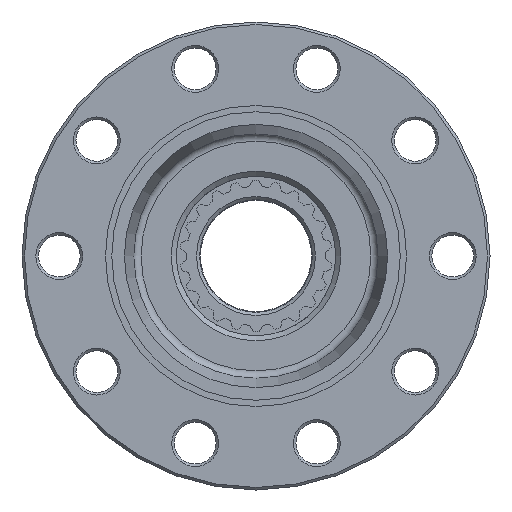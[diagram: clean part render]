
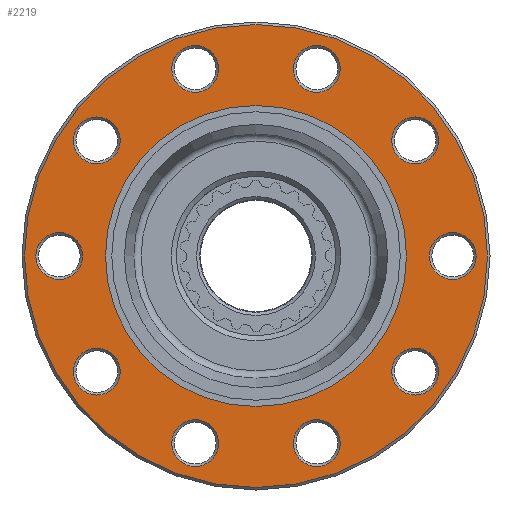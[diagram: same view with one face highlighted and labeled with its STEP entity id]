
A CAD part, front view. The second image highlights one B-rep face of the part: STEP entity #2219.
In plain terms, the highlighted face is planar.
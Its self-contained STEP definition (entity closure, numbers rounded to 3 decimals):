
#245=PLANE('',#2964);
#450=EDGE_LOOP('',(#1012));
#451=EDGE_LOOP('',(#1013));
#452=EDGE_LOOP('',(#1014));
#453=EDGE_LOOP('',(#1015));
#454=EDGE_LOOP('',(#1016));
#455=EDGE_LOOP('',(#1017));
#456=EDGE_LOOP('',(#1018));
#457=EDGE_LOOP('',(#1019));
#458=EDGE_LOOP('',(#1020));
#459=EDGE_LOOP('',(#1021));
#460=EDGE_LOOP('',(#1022));
#461=EDGE_LOOP('',(#1023));
#1012=ORIENTED_EDGE('',*,*,#1724,.T.);
#1013=ORIENTED_EDGE('',*,*,#1725,.T.);
#1014=ORIENTED_EDGE('',*,*,#1726,.T.);
#1015=ORIENTED_EDGE('',*,*,#1727,.T.);
#1016=ORIENTED_EDGE('',*,*,#1728,.T.);
#1017=ORIENTED_EDGE('',*,*,#1729,.T.);
#1018=ORIENTED_EDGE('',*,*,#1730,.T.);
#1019=ORIENTED_EDGE('',*,*,#1731,.T.);
#1020=ORIENTED_EDGE('',*,*,#1732,.T.);
#1021=ORIENTED_EDGE('',*,*,#1733,.T.);
#1022=ORIENTED_EDGE('',*,*,#1734,.T.);
#1023=ORIENTED_EDGE('',*,*,#1722,.T.);
#1722=EDGE_CURVE('',#2674,#2674,#2035,.T.);
#1724=EDGE_CURVE('',#2676,#2676,#2037,.T.);
#1725=EDGE_CURVE('',#2677,#2677,#2038,.T.);
#1726=EDGE_CURVE('',#2678,#2678,#2039,.T.);
#1727=EDGE_CURVE('',#2679,#2679,#2040,.T.);
#1728=EDGE_CURVE('',#2680,#2680,#2041,.T.);
#1729=EDGE_CURVE('',#2681,#2681,#2042,.T.);
#1730=EDGE_CURVE('',#2682,#2682,#2043,.T.);
#1731=EDGE_CURVE('',#2683,#2683,#2044,.T.);
#1732=EDGE_CURVE('',#2684,#2684,#2045,.T.);
#1733=EDGE_CURVE('',#2685,#2685,#2046,.T.);
#1734=EDGE_CURVE('',#2686,#2686,#2047,.T.);
#2035=CIRCLE('',#2950,59.5);
#2037=CIRCLE('',#2953,91.5);
#2038=CIRCLE('',#2954,9.25);
#2039=CIRCLE('',#2955,9.25);
#2040=CIRCLE('',#2956,9.25);
#2041=CIRCLE('',#2957,9.25);
#2042=CIRCLE('',#2958,9.25);
#2043=CIRCLE('',#2959,9.25);
#2044=CIRCLE('',#2960,9.25);
#2045=CIRCLE('',#2961,9.25);
#2046=CIRCLE('',#2962,9.25);
#2047=CIRCLE('',#2963,9.25);
#2219=ADVANCED_FACE('',(#2398,#2399,#2400,#2401,#2402,#2403,#2404,#2405,
#2406,#2407,#2408,#2409),#245,.F.);
#2398=FACE_BOUND('',#450,.T.);
#2399=FACE_BOUND('',#451,.T.);
#2400=FACE_BOUND('',#452,.T.);
#2401=FACE_BOUND('',#453,.T.);
#2402=FACE_BOUND('',#454,.T.);
#2403=FACE_BOUND('',#455,.T.);
#2404=FACE_BOUND('',#456,.T.);
#2405=FACE_BOUND('',#457,.T.);
#2406=FACE_BOUND('',#458,.T.);
#2407=FACE_BOUND('',#459,.T.);
#2408=FACE_BOUND('',#460,.T.);
#2409=FACE_BOUND('',#461,.T.);
#2674=VERTEX_POINT('',#4172);
#2676=VERTEX_POINT('',#4177);
#2677=VERTEX_POINT('',#4179);
#2678=VERTEX_POINT('',#4181);
#2679=VERTEX_POINT('',#4183);
#2680=VERTEX_POINT('',#4185);
#2681=VERTEX_POINT('',#4187);
#2682=VERTEX_POINT('',#4189);
#2683=VERTEX_POINT('',#4191);
#2684=VERTEX_POINT('',#4193);
#2685=VERTEX_POINT('',#4195);
#2686=VERTEX_POINT('',#4197);
#2950=AXIS2_PLACEMENT_3D('',#4171,#3402,#3403);
#2953=AXIS2_PLACEMENT_3D('',#4176,#3408,#3409);
#2954=AXIS2_PLACEMENT_3D('',#4178,#3410,#3411);
#2955=AXIS2_PLACEMENT_3D('',#4180,#3412,#3413);
#2956=AXIS2_PLACEMENT_3D('',#4182,#3414,#3415);
#2957=AXIS2_PLACEMENT_3D('',#4184,#3416,#3417);
#2958=AXIS2_PLACEMENT_3D('',#4186,#3418,#3419);
#2959=AXIS2_PLACEMENT_3D('',#4188,#3420,#3421);
#2960=AXIS2_PLACEMENT_3D('',#4190,#3422,#3423);
#2961=AXIS2_PLACEMENT_3D('',#4192,#3424,#3425);
#2962=AXIS2_PLACEMENT_3D('',#4194,#3426,#3427);
#2963=AXIS2_PLACEMENT_3D('',#4196,#3428,#3429);
#2964=AXIS2_PLACEMENT_3D('',#4198,#3430,#3431);
#3402=DIRECTION('',(0.,0.,-1.));
#3403=DIRECTION('',(-1.,0.,0.));
#3408=DIRECTION('',(0.,0.,1.));
#3409=DIRECTION('',(-1.,0.,0.));
#3410=DIRECTION('',(0.,0.,-1.));
#3411=DIRECTION('',(-1.,0.,0.));
#3412=DIRECTION('',(0.,0.,-1.));
#3413=DIRECTION('',(-1.,0.,0.));
#3414=DIRECTION('',(0.,0.,-1.));
#3415=DIRECTION('',(-1.,0.,0.));
#3416=DIRECTION('',(0.,0.,-1.));
#3417=DIRECTION('',(-1.,0.,0.));
#3418=DIRECTION('',(0.,0.,-1.));
#3419=DIRECTION('',(-1.,0.,0.));
#3420=DIRECTION('',(0.,0.,-1.));
#3421=DIRECTION('',(-1.,0.,0.));
#3422=DIRECTION('',(0.,0.,-1.));
#3423=DIRECTION('',(-1.,0.,0.));
#3424=DIRECTION('',(0.,0.,-1.));
#3425=DIRECTION('',(-1.,0.,0.));
#3426=DIRECTION('',(0.,0.,-1.));
#3427=DIRECTION('',(-1.,0.,0.));
#3428=DIRECTION('',(0.,0.,-1.));
#3429=DIRECTION('',(-1.,0.,0.));
#3430=DIRECTION('',(0.,0.,-1.));
#3431=DIRECTION('',(-1.,0.,0.));
#4171=CARTESIAN_POINT('',(0.,0.,16.5));
#4172=CARTESIAN_POINT('',(-59.5,0.,16.5));
#4176=CARTESIAN_POINT('',(0.,0.,16.5));
#4177=CARTESIAN_POINT('',(-91.5,0.,16.5));
#4178=CARTESIAN_POINT('',(77.775,0.,16.5));
#4179=CARTESIAN_POINT('',(68.525,0.,16.5));
#4180=CARTESIAN_POINT('',(62.921,-45.715,16.5));
#4181=CARTESIAN_POINT('',(53.671,-45.715,16.5));
#4182=CARTESIAN_POINT('',(24.034,-73.968,16.5));
#4183=CARTESIAN_POINT('',(14.784,-73.968,16.5));
#4184=CARTESIAN_POINT('',(-24.034,-73.968,16.5));
#4185=CARTESIAN_POINT('',(-33.284,-73.968,16.5));
#4186=CARTESIAN_POINT('',(-62.921,-45.715,16.5));
#4187=CARTESIAN_POINT('',(-72.171,-45.715,16.5));
#4188=CARTESIAN_POINT('',(-77.775,0.,16.5));
#4189=CARTESIAN_POINT('',(-87.025,0.,16.5));
#4190=CARTESIAN_POINT('',(-62.921,45.715,16.5));
#4191=CARTESIAN_POINT('',(-72.171,45.715,16.5));
#4192=CARTESIAN_POINT('',(-24.034,73.968,16.5));
#4193=CARTESIAN_POINT('',(-33.284,73.968,16.5));
#4194=CARTESIAN_POINT('',(24.034,73.968,16.5));
#4195=CARTESIAN_POINT('',(14.784,73.968,16.5));
#4196=CARTESIAN_POINT('',(62.921,45.715,16.5));
#4197=CARTESIAN_POINT('',(53.671,45.715,16.5));
#4198=CARTESIAN_POINT('',(59.5,0.,16.5));
